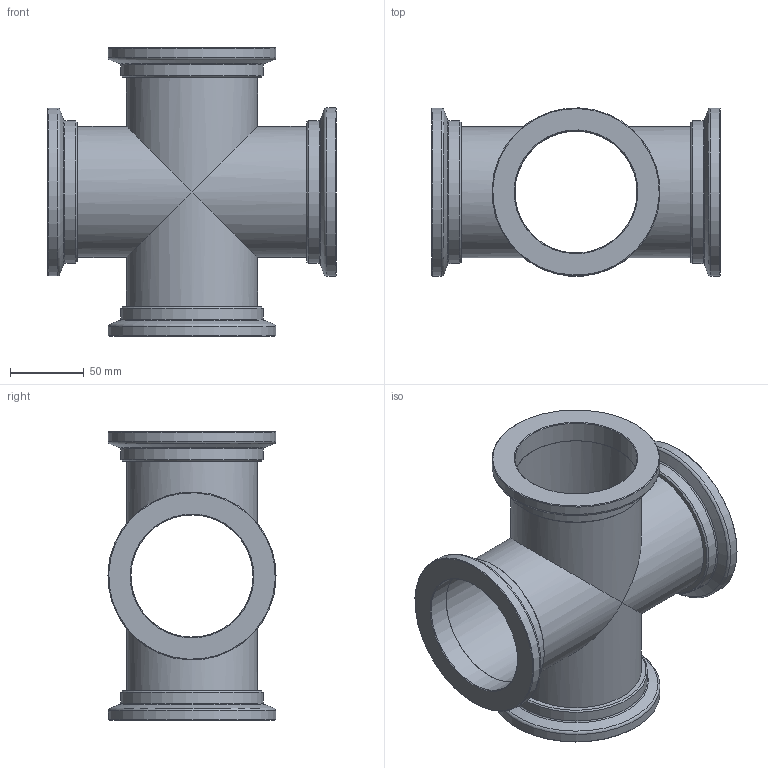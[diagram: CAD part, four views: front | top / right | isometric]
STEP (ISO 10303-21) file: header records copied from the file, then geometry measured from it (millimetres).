
FILE_DESCRIPTION(/* description */ (''),/* implementation_level */ '2;1');
FILE_NAME(/* name */ '33.080003.270.308',/* time_stamp */ '2019-06-18T14:41:45+02:00',/* author */ ('Murat Coskun Bicak'),/* organization */ ('Evac AG'),/* preprocessor_version */ 'ST-DEVELOPER v16.7',/* originating_system */ 'DEX',/* authorisation */ $);
FILE_SCHEMA (('AUTOMOTIVE_DESIGN {1 0 10303 214 3 1 1}'));
Length unit declared in the file: millimetre
Products named in the file (3): 33.080003.270.308; 33.080003.270.308-Rohr; 32.080003.210.308
Assembly tree (5 placements, depth 2):
  33.080003.270.308
    33.080003.270.308-Rohr
    32.080003.210.308  x4
Bounding box: 196 x 114 x 196 mm (x, y, z)
Volume: 425044.2 mm3; surface area: 203574.2 mm2
Topology: 5 solids, 5 shells, 68 faces, 129 edges, 73 vertices
Faces by surface type: cylinder 24, plane 16, cone 16, torus 12
Full cylindrical faces by diameter (mm): 83 x8, 88.9 x8, 97 x4, 114 x4
Entity records: 664 total; most frequent: DIRECTION 124, CARTESIAN_POINT 88, AXIS2_PLACEMENT_3D 62, ORIENTED_EDGE 60, EDGE_LOOP 52, FACE_BOUND 52, EDGE_CURVE 30, VERTEX_POINT 26
